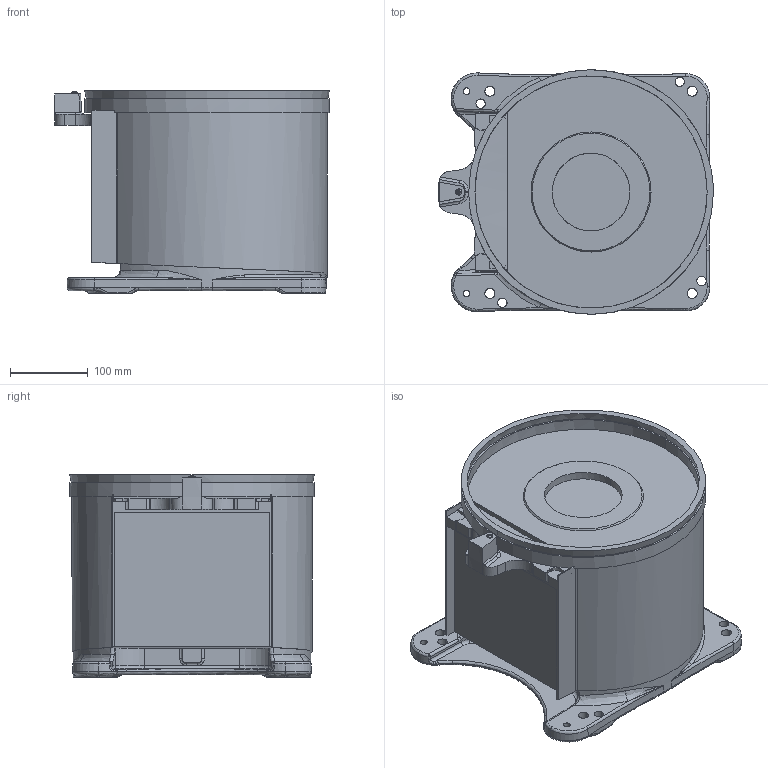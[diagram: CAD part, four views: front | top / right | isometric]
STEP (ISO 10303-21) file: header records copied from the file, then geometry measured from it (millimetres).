
FILE_DESCRIPTION (( 'STEP AP203' ), '1' );
FILE_NAME ('0_BASE.STEP', '2017-12-26T17:11:29', ( '' ), ( '' ), 'SwSTEP 2.0', 'SolidWorks 2016', '' );
FILE_SCHEMA (( 'CONFIG_CONTROL_DESIGN' ));
Length unit declared in the file: millimetre
Products named in the file (1): 0_BASE
Bounding box: 353.2 x 314.5 x 260 mm (x, y, z)
Volume: 17301035.8 mm3; surface area: 529761.1 mm2
Topology: 1 solids, 2 shells, 330 faces, 888 edges, 555 vertices
Faces by surface type: bspline 130, cylinder 72, plane 71, cone 55, torus 2
Entity records: 19258 total; most frequent: CARTESIAN_POINT 12074, ORIENTED_EDGE 1756, DIRECTION 1142, EDGE_CURVE 878, VERTEX_POINT 555, AXIS2_PLACEMENT_3D 441, EDGE_LOOP 359, ADVANCED_FACE 330
